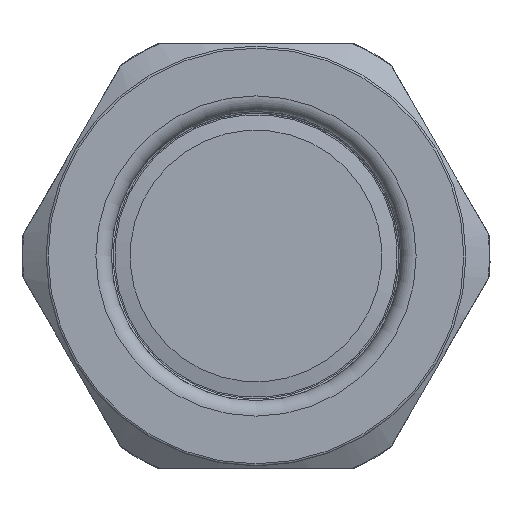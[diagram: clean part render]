
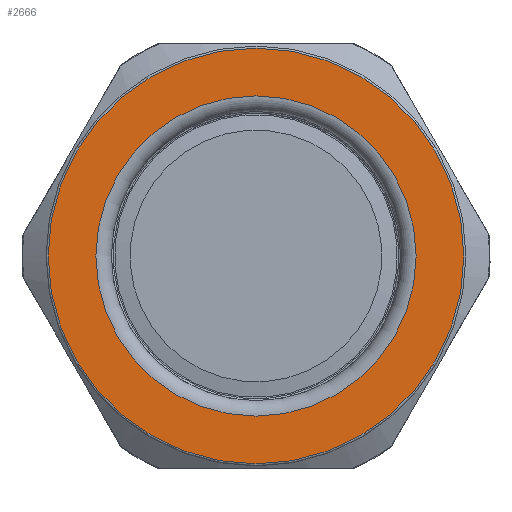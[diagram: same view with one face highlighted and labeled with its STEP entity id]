
A CAD part, left-side view. The second image highlights one B-rep face of the part: STEP entity #2666.
In plain terms, the highlighted planar face has unit normal (-1, 0, 0).
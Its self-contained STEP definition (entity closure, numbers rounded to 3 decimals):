
#402=FACE_BOUND('',#914,.T.);
#631=FACE_OUTER_BOUND('',#913,.T.);
#913=EDGE_LOOP('',(#2284));
#914=EDGE_LOOP('',(#2285));
#1124=CIRCLE('',#3053,20.065);
#1125=CIRCLE('',#3055,15.46);
#1397=VERTEX_POINT('',#13061);
#1398=VERTEX_POINT('',#13064);
#1708=EDGE_CURVE('',#1397,#1397,#1124,.T.);
#1709=EDGE_CURVE('',#1398,#1398,#1125,.T.);
#2284=ORIENTED_EDGE('',*,*,#1708,.F.);
#2285=ORIENTED_EDGE('',*,*,#1709,.T.);
#2498=PLANE('',#3054);
#2666=ADVANCED_FACE('',(#631,#402),#2498,.T.);
#3053=AXIS2_PLACEMENT_3D('',#13062,#3731,#3732);
#3054=AXIS2_PLACEMENT_3D('',#13063,#3733,#3734);
#3055=AXIS2_PLACEMENT_3D('',#13065,#3735,#3736);
#3731=DIRECTION('center_axis',(1.,0.,0.));
#3732=DIRECTION('ref_axis',(0.,-1.,0.));
#3733=DIRECTION('center_axis',(-1.,0.,0.));
#3734=DIRECTION('ref_axis',(0.,0.,1.));
#3735=DIRECTION('center_axis',(1.,0.,0.));
#3736=DIRECTION('ref_axis',(0.,0.,-1.));
#13061=CARTESIAN_POINT('',(-24.72,20.065,0.));
#13062=CARTESIAN_POINT('Origin',(-24.72,0.,0.));
#13063=CARTESIAN_POINT('Origin',(-24.72,20.265,0.));
#13064=CARTESIAN_POINT('',(-24.72,15.46,0.));
#13065=CARTESIAN_POINT('Origin',(-24.72,0.,0.));
